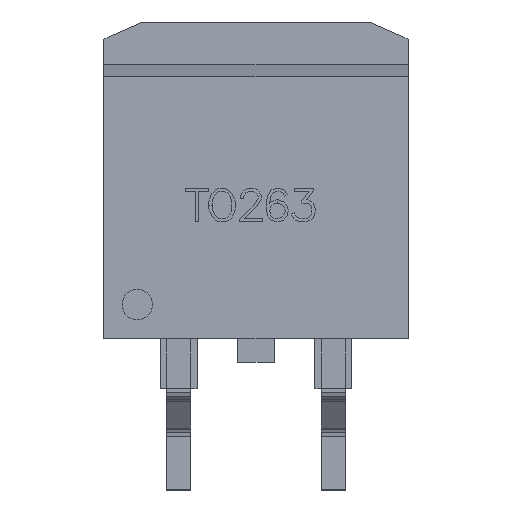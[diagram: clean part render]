
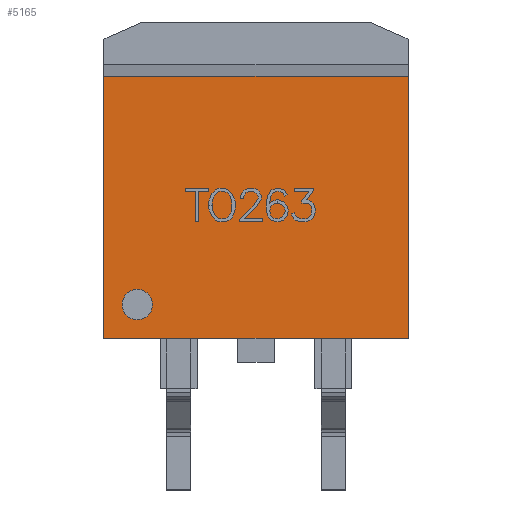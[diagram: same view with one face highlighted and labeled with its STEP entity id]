
A CAD part, top view. The second image highlights one B-rep face of the part: STEP entity #5165.
In plain terms, the highlighted face is planar.
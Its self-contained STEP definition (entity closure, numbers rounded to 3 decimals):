
#314=FACE_OUTER_BOUND('',#586,.T.);
#586=EDGE_LOOP('',(#3628,#3629,#3630,#3631));
#914=LINE('',#7622,#1624);
#916=LINE('',#7626,#1626);
#919=LINE('',#7631,#1629);
#920=LINE('',#7633,#1630);
#1624=VECTOR('',#6182,1000.);
#1626=VECTOR('',#6186,1000.);
#1629=VECTOR('',#6191,1000.);
#1630=VECTOR('',#6194,1000.);
#2304=VERTEX_POINT('',#7619);
#2305=VERTEX_POINT('',#7621);
#2306=VERTEX_POINT('',#7625);
#2307=VERTEX_POINT('',#7629);
#2812=EDGE_CURVE('',#2305,#2304,#914,.T.);
#2814=EDGE_CURVE('',#2306,#2304,#916,.T.);
#2817=EDGE_CURVE('',#2307,#2306,#919,.T.);
#2818=EDGE_CURVE('',#2305,#2307,#920,.T.);
#3628=ORIENTED_EDGE('',*,*,#2818,.F.);
#3629=ORIENTED_EDGE('',*,*,#2812,.T.);
#3630=ORIENTED_EDGE('',*,*,#2814,.F.);
#3631=ORIENTED_EDGE('',*,*,#2817,.F.);
#4894=PLANE('',#5667);
#5165=ADVANCED_FACE('',(#314),#4894,.T.);
#5667=AXIS2_PLACEMENT_3D('',#7634,#6195,#6196);
#6182=DIRECTION('',(0.,1.,0.));
#6186=DIRECTION('',(0.,0.,-1.));
#6191=DIRECTION('',(0.,1.,0.));
#6194=DIRECTION('',(0.,0.,1.));
#6195=DIRECTION('center_axis',(1.,0.,0.));
#6196=DIRECTION('ref_axis',(0.,0.,-1.));
#7619=CARTESIAN_POINT('',(1.575,4.11,0.));
#7621=CARTESIAN_POINT('',(1.575,-4.5,0.));
#7622=CARTESIAN_POINT('',(1.575,-4.5,0.));
#7625=CARTESIAN_POINT('',(1.575,4.11,10.));
#7626=CARTESIAN_POINT('',(1.575,4.11,0.));
#7629=CARTESIAN_POINT('',(1.575,-4.5,10.));
#7631=CARTESIAN_POINT('',(1.575,-4.5,10.));
#7633=CARTESIAN_POINT('',(1.575,-4.5,0.));
#7634=CARTESIAN_POINT('Origin',(1.575,4.11,0.));
